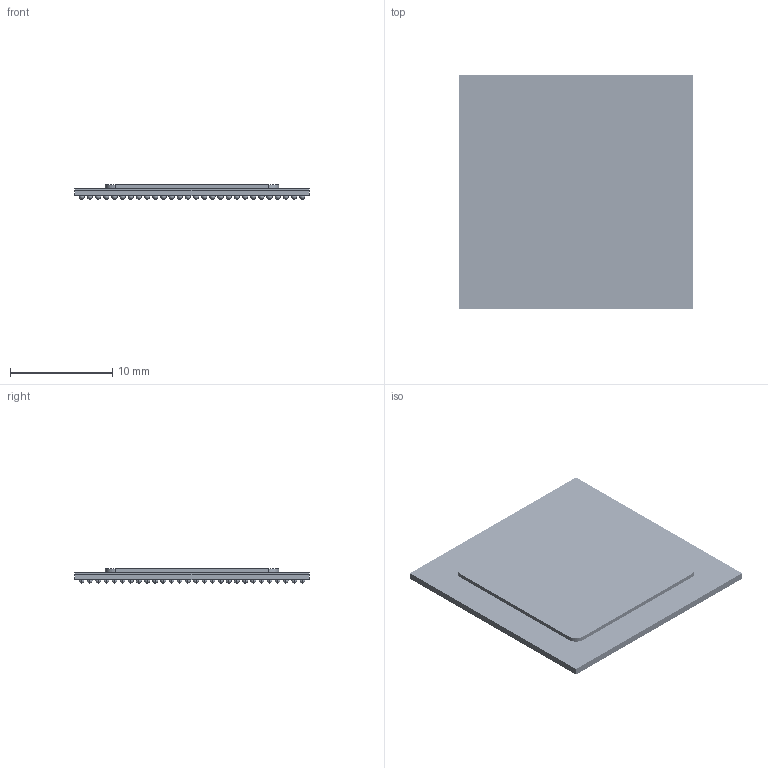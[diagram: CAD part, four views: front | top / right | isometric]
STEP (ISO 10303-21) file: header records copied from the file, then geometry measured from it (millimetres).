
FILE_DESCRIPTION((''),'2;1');
FILE_NAME('ABZ0760A_ASM','2019-01-10T11:16:42',('a0412086'),(''),'CREO PARAMETRIC BY PTC INC, 2018020','CREO PARAMETRIC BY PTC INC, 2018020','');
FILE_SCHEMA(('AUTOMOTIVE_DESIGN { 1 0 10303 214 1 1 1 1 }'));
Length unit declared in the file: millimetre
Products named in the file (6): BODY; SOLDER_BALL; SMBOT; MOLD; LID; ABZ0760A_ASM
Assembly tree (764 placements, depth 2):
  ABZ0760A_ASM
    BODY
    SOLDER_BALL  x760
    SMBOT
    MOLD
    LID
Bounding box: 23 x 23 x 1.41 mm (x, y, z)
Volume: 506.4 mm3; surface area: 4428.8 mm2
Topology: 764 solids, 764 shells, 2311 faces, 4629 edges, 2326 vertices
Faces by surface type: sphere 1520, plane 787, cylinder 4
Entity records: 10928 total; most frequent: DIRECTION 1771, CARTESIAN_POINT 1755, AXIS2_PLACEMENT_3D 846, PROPERTY_DEFINITION 802, REPRESENTATION 797, PROPERTY_DEFINITION_REPRESENTATION 797, PRODUCT_DEFINITION_SHAPE 770, ITEM_DEFINED_TRANSFORMATION 764
